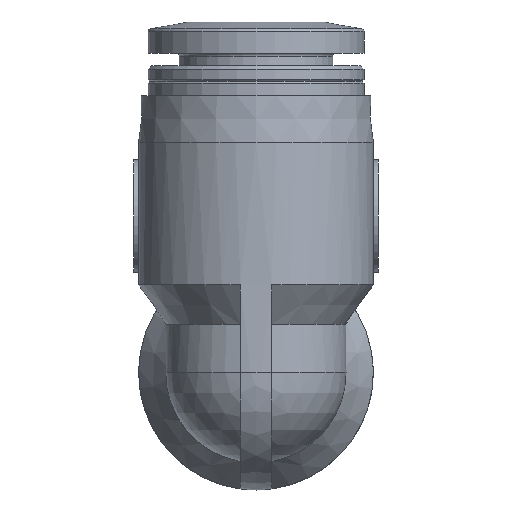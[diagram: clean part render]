
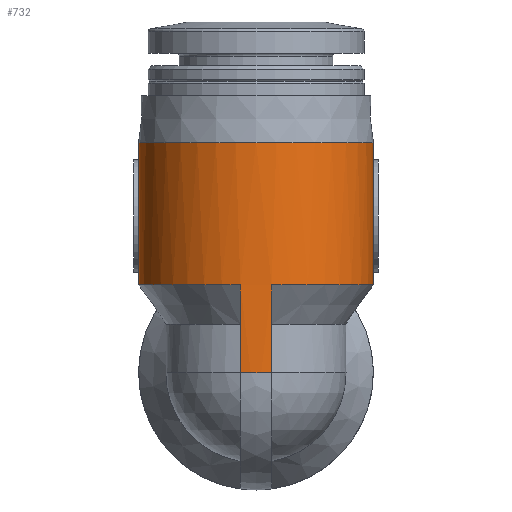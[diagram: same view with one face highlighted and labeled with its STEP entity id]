
A CAD part, left-side view. The second image highlights one B-rep face of the part: STEP entity #732.
In plain terms, the highlighted cylindrical face has radius 7.5 mm (diameter 15 mm), a full revolution.
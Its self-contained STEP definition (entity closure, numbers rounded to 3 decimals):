
#61=B_SPLINE_CURVE_WITH_KNOTS('',3,(#1254,#1255,#1256,#1257,#1258,#1259,
#1260,#1261,#1262,#1263,#1264,#1265,#1266,#1267,#1268,#1269,#1270),
 .UNSPECIFIED.,.F.,.F.,(4,1,1,1,1,1,1,1,1,1,1,1,1,1,4),(0.002,
0.003,0.004,0.005,0.006,
0.007,0.008,0.011,0.013,
0.014,0.015,0.016,0.017,
0.018,0.019),.UNSPECIFIED.);
#72=LINE('',#1273,#84);
#73=LINE('',#1276,#85);
#74=LINE('',#1280,#86);
#75=LINE('',#1283,#87);
#84=VECTOR('',#964,1000.);
#85=VECTOR('',#967,1000.);
#86=VECTOR('',#970,1000.);
#87=VECTOR('',#973,1000.);
#93=ELLIPSE('',#809,10.607,7.5);
#94=ELLIPSE('',#810,10.607,7.5);
#111=ORIENTED_EDGE('',*,*,#289,.F.);
#112=ORIENTED_EDGE('',*,*,#290,.F.);
#113=ORIENTED_EDGE('',*,*,#291,.T.);
#114=ORIENTED_EDGE('',*,*,#279,.T.);
#115=ORIENTED_EDGE('',*,*,#292,.T.);
#116=ORIENTED_EDGE('',*,*,#293,.T.);
#117=ORIENTED_EDGE('',*,*,#294,.T.);
#118=ORIENTED_EDGE('',*,*,#295,.F.);
#119=ORIENTED_EDGE('',*,*,#296,.T.);
#120=ORIENTED_EDGE('',*,*,#283,.T.);
#121=ORIENTED_EDGE('',*,*,#297,.F.);
#279=EDGE_CURVE('',#368,#369,#93,.F.);
#283=EDGE_CURVE('',#373,#372,#94,.F.);
#289=EDGE_CURVE('',#378,#378,#442,.T.);
#290=EDGE_CURVE('',#379,#380,#61,.T.);
#291=EDGE_CURVE('',#379,#368,#72,.F.);
#292=EDGE_CURVE('',#369,#381,#443,.T.);
#293=EDGE_CURVE('',#381,#382,#73,.T.);
#294=EDGE_CURVE('',#382,#383,#444,.T.);
#295=EDGE_CURVE('',#384,#383,#74,.T.);
#296=EDGE_CURVE('',#384,#373,#445,.T.);
#297=EDGE_CURVE('',#380,#372,#75,.F.);
#368=VERTEX_POINT('',#1216);
#369=VERTEX_POINT('',#1217);
#372=VERTEX_POINT('',#1239);
#373=VERTEX_POINT('',#1241);
#378=VERTEX_POINT('',#1253);
#379=VERTEX_POINT('',#1271);
#380=VERTEX_POINT('',#1272);
#381=VERTEX_POINT('',#1275);
#382=VERTEX_POINT('',#1277);
#383=VERTEX_POINT('',#1279);
#384=VERTEX_POINT('',#1281);
#442=CIRCLE('',#815,7.5);
#443=CIRCLE('',#816,7.5);
#444=CIRCLE('',#817,7.5);
#445=CIRCLE('',#818,7.5);
#504=EDGE_LOOP('',(#111));
#505=EDGE_LOOP('',(#112,#113,#114,#115,#116,#117,#118,#119,#120,#121));
#609=FACE_BOUND('',#504,.T.);
#610=FACE_BOUND('',#505,.T.);
#712=CYLINDRICAL_SURFACE('',#814,7.5);
#732=ADVANCED_FACE('',(#609,#610),#712,.T.);
#809=AXIS2_PLACEMENT_3D('',#1215,#946,#947);
#810=AXIS2_PLACEMENT_3D('',#1240,#950,#951);
#814=AXIS2_PLACEMENT_3D('',#1251,#960,#961);
#815=AXIS2_PLACEMENT_3D('',#1252,#962,#963);
#816=AXIS2_PLACEMENT_3D('',#1274,#965,#966);
#817=AXIS2_PLACEMENT_3D('',#1278,#968,#969);
#818=AXIS2_PLACEMENT_3D('',#1282,#971,#972);
#946=DIRECTION('',(0.707,0.,-0.707));
#947=DIRECTION('',(0.707,0.,0.707));
#950=DIRECTION('',(0.707,0.,-0.707));
#951=DIRECTION('',(0.707,0.,0.707));
#960=DIRECTION('',(0.,0.,1.));
#961=DIRECTION('',(1.,0.,0.));
#962=DIRECTION('',(0.,0.,1.));
#963=DIRECTION('',(1.,0.,0.));
#964=DIRECTION('',(0.,0.,1.));
#965=DIRECTION('',(0.,0.,1.));
#966=DIRECTION('',(1.,0.,0.));
#967=DIRECTION('',(0.,0.,-1.));
#968=DIRECTION('',(0.,0.,1.));
#969=DIRECTION('',(1.,0.,0.));
#970=DIRECTION('',(0.,0.,-1.));
#971=DIRECTION('',(0.,0.,1.));
#972=DIRECTION('',(1.,0.,0.));
#973=DIRECTION('',(0.,0.,1.));
#1215=CARTESIAN_POINT('',(0.,0.,0.));
#1216=CARTESIAN_POINT('',(7.228,2.,7.228));
#1217=CARTESIAN_POINT('',(5.6,4.989,5.6));
#1239=CARTESIAN_POINT('',(7.228,-2.,7.228));
#1240=CARTESIAN_POINT('',(0.,0.,0.));
#1241=CARTESIAN_POINT('',(5.6,-4.989,5.6));
#1251=CARTESIAN_POINT('',(0.,0.,22.4));
#1252=CARTESIAN_POINT('',(0.,0.,14.7));
#1253=CARTESIAN_POINT('',(7.5,0.,14.7));
#1254=CARTESIAN_POINT('',(7.228,2.,7.703));
#1255=CARTESIAN_POINT('',(7.136,2.333,7.814));
#1256=CARTESIAN_POINT('',(6.912,2.962,8.108));
#1257=CARTESIAN_POINT('',(6.538,3.692,8.863));
#1258=CARTESIAN_POINT('',(6.341,4.003,9.933));
#1259=CARTESIAN_POINT('',(6.502,3.752,11.032));
#1260=CARTESIAN_POINT('',(6.871,3.053,11.828));
#1261=CARTESIAN_POINT('',(7.334,1.814,12.454));
#1262=CARTESIAN_POINT('',(7.61,0.001,12.681));
#1263=CARTESIAN_POINT('',(7.335,-1.809,12.455));
#1264=CARTESIAN_POINT('',(6.871,-3.052,11.829));
#1265=CARTESIAN_POINT('',(6.503,-3.75,11.035));
#1266=CARTESIAN_POINT('',(6.341,-4.004,9.941));
#1267=CARTESIAN_POINT('',(6.538,-3.693,8.862));
#1268=CARTESIAN_POINT('',(6.911,-2.963,8.109));
#1269=CARTESIAN_POINT('',(7.137,-2.331,7.813));
#1270=CARTESIAN_POINT('',(7.228,-2.,7.703));
#1271=CARTESIAN_POINT('',(7.228,2.,7.703));
#1272=CARTESIAN_POINT('',(7.228,-2.,7.703));
#1273=CARTESIAN_POINT('',(7.228,2.,22.4));
#1274=CARTESIAN_POINT('',(0.,0.,5.6));
#1275=CARTESIAN_POINT('',(-7.433,1.,5.6));
#1276=CARTESIAN_POINT('',(-7.433,1.,5.6));
#1277=CARTESIAN_POINT('',(-7.433,1.,0.));
#1278=CARTESIAN_POINT('',(0.,0.,0.));
#1279=CARTESIAN_POINT('',(-7.433,-1.,0.));
#1280=CARTESIAN_POINT('',(-7.433,-1.,5.6));
#1281=CARTESIAN_POINT('',(-7.433,-1.,5.6));
#1282=CARTESIAN_POINT('',(0.,0.,5.6));
#1283=CARTESIAN_POINT('',(7.228,-2.,22.4));
